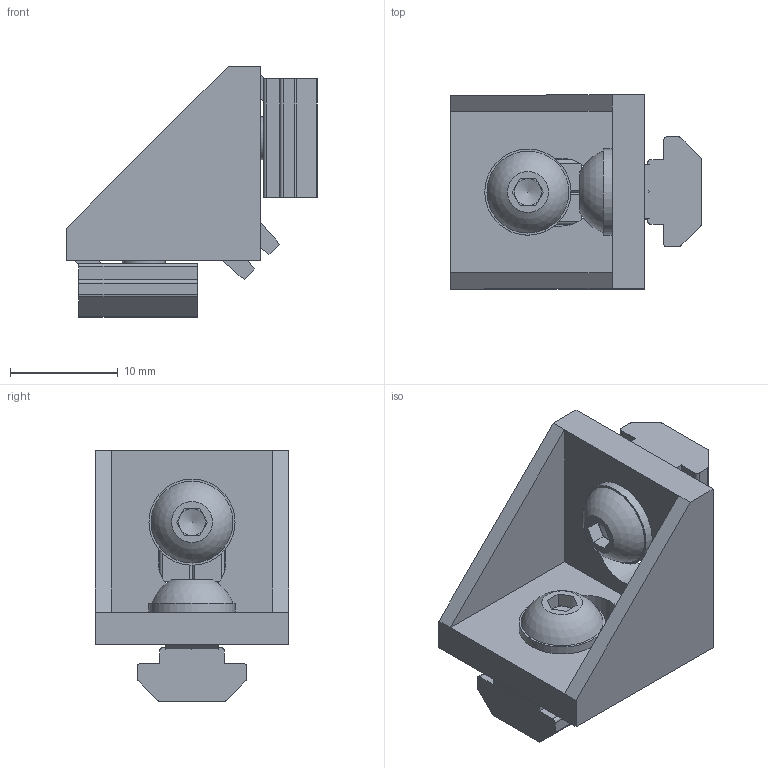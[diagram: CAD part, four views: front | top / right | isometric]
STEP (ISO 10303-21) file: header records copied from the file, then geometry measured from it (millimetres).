
FILE_DESCRIPTION(/* description */ ('STEP AP242','CAx-IF Rec.Pracs.---Representation and Presentation of Product Manufacturing Information (PMI)---4.0---2014-10-13','CAx-IF Rec.Pracs.---3D Tessellated Geometry---0.4---2014-09-14','2;1'),/* implementation_level */ '2;1');
FILE_NAME(/* name */ '6324f17138a863356d5002b1',/* time_stamp */ '2022-09-16T21:58:10+00:00',/* author */ (''),/* organization */ (''),/* preprocessor_version */ 'ST-DEVELOPER v18.102',/* originating_system */ ' ',/* authorisation */ ' ');
FILE_SCHEMA (('AP242_MANAGED_MODEL_BASED_3D_ENGINEERING_MIM_LF { 1 0 10303 442 1 1 4 }'));
Length unit declared in the file: metre
Products named in the file (5): angle bracket 90; profile nut; Socket button head screw M4x0.7 x 8; Clevis pin plain washer M4
Assembly tree (7 placements, depth 2):
  angle bracket 90
    angle bracket 90
    profile nut  x2
    Socket button head screw M4x0.7 x 8  x2
    Clevis pin plain washer M4  x2
Bounding box: 23.3 x 18 x 23.3 mm (x, y, z)
Volume: 2996.7 mm3; surface area: 3440.4 mm2
Topology: 7 solids, 7 shells, 140 faces, 346 edges, 224 vertices
Faces by surface type: plane 104, cylinder 28, cone 4, torus 2, sphere 2
Full cylindrical faces by diameter (mm): 4 x6, 8 x2
Entity records: 2735 total; most frequent: DIRECTION 454, CARTESIAN_POINT 451, ORIENTED_EDGE 422, EDGE_CURVE 211, LINE 164, VECTOR 164, AXIS2_PLACEMENT_3D 145, VERTEX_POINT 142
